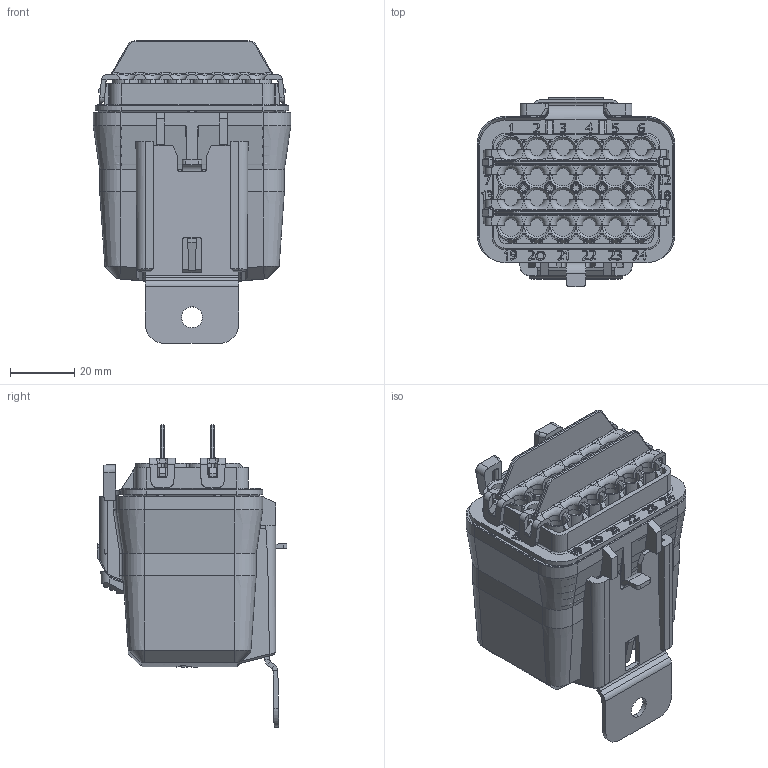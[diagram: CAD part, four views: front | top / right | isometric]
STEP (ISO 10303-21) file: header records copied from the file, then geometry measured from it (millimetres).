
FILE_DESCRIPTION((''),'2;1');
FILE_NAME('FRH-A24_PDM_SERIES_NCF_ASM','2024-04-26T16:04:05',('20077268'),(''),'CREO PARAMETRIC BY PTC INC, 2017110','CREO PARAMETRIC BY PTC INC, 2017110','');
FILE_SCHEMA(('CONFIG_CONTROL_DESIGN'));
Products named in the file (15): C26-1021_EXT_HS_NCF; C26-1021_INSERT_SALES_NCF; C26-1021_SALES_ASM; C14-1018_NCF_INSTALLED; PC42-2006A-B001_SALES_ASM; FRH-A24_NCF_ASM; C27-1020_NCF; FRH-A24-C_NCF_ASM; C19-1002-AX_NCF; FRH-A12-MB-A1_ASM; C38-1019_NCF; FRH-A12-T_NCF_ASM; C38-1027_NCF; FRH-A-CPA_NCF_ASM; FRH-A24_PDM_SERIES_NCF_ASM
Assembly tree (38 placements, depth 5):
  FRH-A24_PDM_SERIES_NCF_ASM
    FRH-A24_NCF_ASM
      PC42-2006A-B001_SALES_ASM
        C26-1021_SALES_ASM
          C26-1021_EXT_HS_NCF
          C26-1021_INSERT_SALES_NCF  x24
        C14-1018_NCF_INSTALLED
    FRH-A24-C_NCF_ASM
      C27-1020_NCF
    FRH-A12-MB-A1_ASM
      C19-1002-AX_NCF
    FRH-A12-T_NCF_ASM  x2
      C38-1019_NCF
    FRH-A-CPA_NCF_ASM
      C38-1027_NCF
Bounding box: 61.34 x 58.79 x 93.97 mm (x, y, z)
Volume: 87055.3 mm3; surface area: 102577.1 mm2
Topology: 31 solids, 31 shells, 4629 faces, 12123 edges, 7641 vertices
Faces by surface type: plane 2066, cylinder 1092, extrusion 515, cone 382, torus 368, sphere 132, bspline 74
Entity records: 123220 total; most frequent: CARTESIAN_POINT 30285, ORIENTED_EDGE 19866, DIRECTION 18461, EDGE_CURVE 9933, AXIS2_PLACEMENT_3D 6251, VERTEX_POINT 6193, VECTOR 5959, LINE 5444
